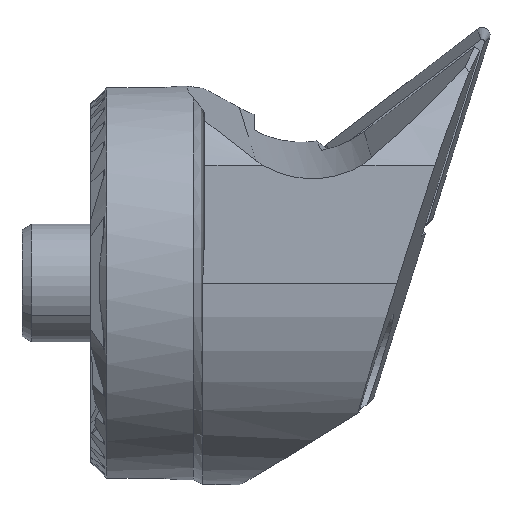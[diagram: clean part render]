
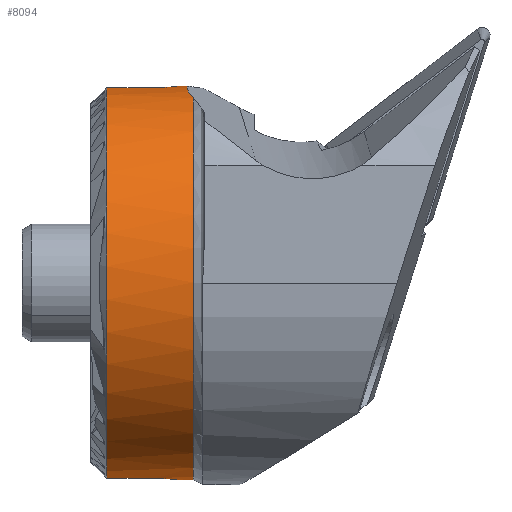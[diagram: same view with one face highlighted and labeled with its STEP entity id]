
A CAD part, front view. The second image highlights one B-rep face of the part: STEP entity #8094.
In plain terms, the highlighted cylindrical face has radius 10 mm (diameter 20 mm), a partial arc.
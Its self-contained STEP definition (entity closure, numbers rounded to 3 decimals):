
#9 = VERTEX_POINT ( 'NONE', #9540 ) ;
#183 = LINE ( 'NONE', #10086, #7423 ) ;
#191 = DIRECTION ( 'NONE',  ( -1., 0., 0. ) ) ;
#309 = B_SPLINE_CURVE_WITH_KNOTS ( 'NONE', 3,
 ( #4311, #3295, #7080, #9077, #9904, #393, #8906, #4185, #4227, #6177 ),
 .UNSPECIFIED., .F., .F.,
 ( 4, 2, 2, 2, 4 ),
 ( 0.002, 0.003, 0.003, 0.004, 0.004 ),
 .UNSPECIFIED. ) ;
#341 = VECTOR ( 'NONE', #4118, 1000. ) ;
#393 = CARTESIAN_POINT ( 'NONE',  ( 3.547, -1.003, 9.95 ) ) ;
#438 = CARTESIAN_POINT ( 'NONE',  ( 4.9, -3.373, 9.414 ) ) ;
#699 = VECTOR ( 'NONE', #6492, 1000. ) ;
#786 = CARTESIAN_POINT ( 'NONE',  ( 4.502, -1.152, 10. ) ) ;
#1090 = DIRECTION ( 'NONE',  ( -1., 0., 0. ) ) ;
#1200 = CIRCLE ( 'NONE', #10321, 10. ) ;
#1294 = EDGE_CURVE ( 'NONE', #7544, #9, #2474, .T. ) ;
#1443 = DIRECTION ( 'NONE',  ( -1., 0., 0. ) ) ;
#1854 = LINE ( 'NONE', #8677, #1984 ) ;
#1984 = VECTOR ( 'NONE', #1090, 1000. ) ;
#2325 = CARTESIAN_POINT ( 'NONE',  ( -0.6, 0., 0. ) ) ;
#2407 = CARTESIAN_POINT ( 'NONE',  ( 3.958, -0.571, -9.984 ) ) ;
#2474 =( BOUNDED_CURVE ( )  B_SPLINE_CURVE ( 3, ( #12079, #3710, #786, #6412 ),
 .UNSPECIFIED., .F., .F. ) 
 B_SPLINE_CURVE_WITH_KNOTS ( ( 4, 4 ),
 ( 6.076, 6.42 ),
 .UNSPECIFIED. ) 
 CURVE ( )  GEOMETRIC_REPRESENTATION_ITEM ( )  RATIONAL_B_SPLINE_CURVE ( ( 1., 0.99, 0.99, 1. ) ) 
 REPRESENTATION_ITEM ( '' )  );
#2489 = ORIENTED_EDGE ( 'NONE', *, *, #8835, .T. ) ;
#2738 = CARTESIAN_POINT ( 'NONE',  ( 0.5, -1.25, 9.922 ) ) ;
#2800 = EDGE_CURVE ( 'NONE', #4943, #3422, #5708, .T. ) ;
#2812 = VERTEX_POINT ( 'NONE', #2738 ) ;
#3295 = CARTESIAN_POINT ( 'NONE',  ( 4.121, -0.17, 10. ) ) ;
#3367 = CARTESIAN_POINT ( 'NONE',  ( 4.076, -0.342, -9.995 ) ) ;
#3376 = VERTEX_POINT ( 'NONE', #3559 ) ;
#3422 = VERTEX_POINT ( 'NONE', #8194 ) ;
#3487 = EDGE_LOOP ( 'NONE', ( #4773, #4920, #11691, #9247, #2489, #8340, #10276, #10846, #9694 ) ) ;
#3559 = CARTESIAN_POINT ( 'NONE',  ( 2.735, -1.25, 9.922 ) ) ;
#3710 = CARTESIAN_POINT ( 'NONE',  ( 4.561, -2.288, 9.803 ) ) ;
#4118 = DIRECTION ( 'NONE',  ( -1., 0., 0. ) ) ;
#4173 = LINE ( 'NONE', #10707, #341 ) ;
#4185 = CARTESIAN_POINT ( 'NONE',  ( 3.079, -1.214, 9.926 ) ) ;
#4227 = CARTESIAN_POINT ( 'NONE',  ( 2.908, -1.25, 9.922 ) ) ;
#4311 = CARTESIAN_POINT ( 'NONE',  ( 4.121, 0., 10. ) ) ;
#4318 = DIRECTION ( 'NONE',  ( 0., 0., 1. ) ) ;
#4387 = CARTESIAN_POINT ( 'NONE',  ( 4.121, 0., -10. ) ) ;
#4640 = EDGE_CURVE ( 'NONE', #6389, #7544, #5755, .T. ) ;
#4771 = CARTESIAN_POINT ( 'NONE',  ( 0.5, -1.25, -9.922 ) ) ;
#4773 = ORIENTED_EDGE ( 'NONE', *, *, #5974, .F. ) ;
#4920 = ORIENTED_EDGE ( 'NONE', *, *, #4640, .T. ) ;
#4943 = VERTEX_POINT ( 'NONE', #4771 ) ;
#4968 = B_SPLINE_CURVE_WITH_KNOTS ( 'NONE', 3,
 ( #11005, #6298, #8154, #9319, #5322, #11783, #5250, #9933, #2407, #3367, #10285, #4387 ),
 .UNSPECIFIED., .F., .F.,
 ( 4, 2, 2, 2, 2, 4 ),
 ( 0., 0.001, 0.001, 0.001, 0.002, 0.002 ),
 .UNSPECIFIED. ) ;
#5165 = DIRECTION ( 'NONE',  ( -1., 0., 0. ) ) ;
#5250 = CARTESIAN_POINT ( 'NONE',  ( 3.802, -0.776, -9.97 ) ) ;
#5322 = CARTESIAN_POINT ( 'NONE',  ( 3.547, -1.003, -9.95 ) ) ;
#5504 = CARTESIAN_POINT ( 'NONE',  ( -0.6, -1.25, -9.922 ) ) ;
#5708 = LINE ( 'NONE', #5504, #699 ) ;
#5755 = CIRCLE ( 'NONE', #9751, 10. ) ;
#5974 = EDGE_CURVE ( 'NONE', #6389, #9549, #4173, .T. ) ;
#6177 = CARTESIAN_POINT ( 'NONE',  ( 2.735, -1.25, 9.922 ) ) ;
#6298 = CARTESIAN_POINT ( 'NONE',  ( 2.908, -1.25, -9.922 ) ) ;
#6389 = VERTEX_POINT ( 'NONE', #9167 ) ;
#6412 = CARTESIAN_POINT ( 'NONE',  ( 4.727, 0., 10. ) ) ;
#6492 = DIRECTION ( 'NONE',  ( 1., 0., 0. ) ) ;
#7080 = CARTESIAN_POINT ( 'NONE',  ( 4.076, -0.342, 9.995 ) ) ;
#7422 = FACE_OUTER_BOUND ( 'NONE', #3487, .T. ) ;
#7423 = VECTOR ( 'NONE', #12070, 1000. ) ;
#7544 = VERTEX_POINT ( 'NONE', #438 ) ;
#8094 = ADVANCED_FACE ( 'NONE', ( #7422 ), #8165, .T. ) ;
#8148 = CARTESIAN_POINT ( 'NONE',  ( 4.121, 0., 10. ) ) ;
#8154 = CARTESIAN_POINT ( 'NONE',  ( 3.077, -1.215, -9.926 ) ) ;
#8165 = CYLINDRICAL_SURFACE ( 'NONE', #11399, 10. ) ;
#8194 = CARTESIAN_POINT ( 'NONE',  ( 2.735, -1.25, -9.922 ) ) ;
#8340 = ORIENTED_EDGE ( 'NONE', *, *, #10451, .T. ) ;
#8407 = CARTESIAN_POINT ( 'NONE',  ( 4.121, 0., -10. ) ) ;
#8630 = DIRECTION ( 'NONE',  ( 0., 0., 1. ) ) ;
#8677 = CARTESIAN_POINT ( 'NONE',  ( -0.6, 0., 10. ) ) ;
#8835 = EDGE_CURVE ( 'NONE', #12038, #3376, #309, .T. ) ;
#8906 = CARTESIAN_POINT ( 'NONE',  ( 3.396, -1.092, 9.94 ) ) ;
#8954 = CARTESIAN_POINT ( 'NONE',  ( 4.9, 0., 0. ) ) ;
#9077 = CARTESIAN_POINT ( 'NONE',  ( 3.918, -0.648, 9.98 ) ) ;
#9167 = CARTESIAN_POINT ( 'NONE',  ( 4.9, 0., -10. ) ) ;
#9247 = ORIENTED_EDGE ( 'NONE', *, *, #9323, .T. ) ;
#9261 = CARTESIAN_POINT ( 'NONE',  ( 0.5, 0., 0. ) ) ;
#9319 = CARTESIAN_POINT ( 'NONE',  ( 3.398, -1.091, -9.94 ) ) ;
#9323 = EDGE_CURVE ( 'NONE', #9, #12038, #1854, .T. ) ;
#9404 = EDGE_CURVE ( 'NONE', #3422, #9549, #4968, .T. ) ;
#9540 = CARTESIAN_POINT ( 'NONE',  ( 4.727, 0., 10. ) ) ;
#9549 = VERTEX_POINT ( 'NONE', #8407 ) ;
#9694 = ORIENTED_EDGE ( 'NONE', *, *, #9404, .T. ) ;
#9751 = AXIS2_PLACEMENT_3D ( 'NONE', #8954, #1443, #4318 ) ;
#9904 = CARTESIAN_POINT ( 'NONE',  ( 3.807, -0.782, 9.97 ) ) ;
#9933 = CARTESIAN_POINT ( 'NONE',  ( 3.91, -0.644, -9.979 ) ) ;
#9939 = DIRECTION ( 'NONE',  ( 0., 0., 1. ) ) ;
#10086 = CARTESIAN_POINT ( 'NONE',  ( -0.6, -1.25, 9.922 ) ) ;
#10276 = ORIENTED_EDGE ( 'NONE', *, *, #10804, .F. ) ;
#10285 = CARTESIAN_POINT ( 'NONE',  ( 4.121, -0.171, -10. ) ) ;
#10321 = AXIS2_PLACEMENT_3D ( 'NONE', #9261, #191, #8630 ) ;
#10451 = EDGE_CURVE ( 'NONE', #3376, #2812, #183, .T. ) ;
#10707 = CARTESIAN_POINT ( 'NONE',  ( -0.6, 0., -10. ) ) ;
#10804 = EDGE_CURVE ( 'NONE', #4943, #2812, #1200, .T. ) ;
#10846 = ORIENTED_EDGE ( 'NONE', *, *, #2800, .T. ) ;
#11005 = CARTESIAN_POINT ( 'NONE',  ( 2.735, -1.25, -9.922 ) ) ;
#11399 = AXIS2_PLACEMENT_3D ( 'NONE', #2325, #5165, #9939 ) ;
#11691 = ORIENTED_EDGE ( 'NONE', *, *, #1294, .T. ) ;
#11783 = CARTESIAN_POINT ( 'NONE',  ( 3.742, -0.836, -9.965 ) ) ;
#12038 = VERTEX_POINT ( 'NONE', #8148 ) ;
#12070 = DIRECTION ( 'NONE',  ( -1., 0., 0. ) ) ;
#12079 = CARTESIAN_POINT ( 'NONE',  ( 4.9, -3.373, 9.414 ) ) ;
